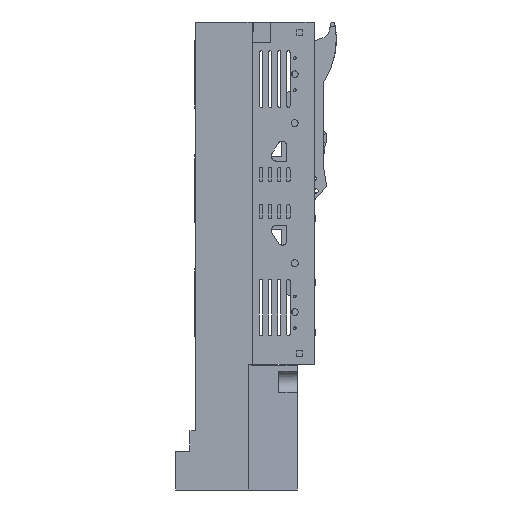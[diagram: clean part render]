
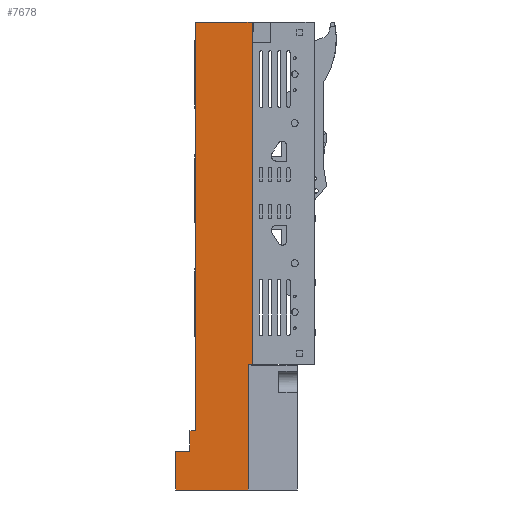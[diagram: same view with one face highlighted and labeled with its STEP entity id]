
A CAD part, left-side view. The second image highlights one B-rep face of the part: STEP entity #7678.
In plain terms, the highlighted planar face has unit normal (-1, 0, 0).
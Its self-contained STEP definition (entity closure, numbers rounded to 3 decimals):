
#7631=AXIS2_PLACEMENT_3D('Plane Axis2P3D',#7628,#7629,#7630) ;
#4720=CARTESIAN_POINT('Vertex',(-25.,-0.5,150.)) ;
#4723=CARTESIAN_POINT('Line Origine',(-25.,-25.45,150.)) ;
#4727=CARTESIAN_POINT('Vertex',(-25.,-50.4,150.)) ;
#7227=CARTESIAN_POINT('Line Origine',(-25.,-50.4,0.)) ;
#7231=CARTESIAN_POINT('Vertex',(-25.,-50.4,-150.)) ;
#7250=CARTESIAN_POINT('Line Origine',(-25.,-48.8,-150.)) ;
#7254=CARTESIAN_POINT('Vertex',(-25.,-47.2,-150.)) ;
#7270=CARTESIAN_POINT('Line Origine',(-25.,-47.2,-205.)) ;
#7274=CARTESIAN_POINT('Vertex',(-25.,-47.2,-260.)) ;
#7611=CARTESIAN_POINT('Vertex',(-25.,-0.5,-208.)) ;
#7614=CARTESIAN_POINT('Line Origine',(-25.,-0.5,-29.)) ;
#7628=CARTESIAN_POINT('Axis2P3D Location',(-25.,-19.5,0.)) ;
#7633=CARTESIAN_POINT('Line Origine',(-25.,16.5,-55.)) ;
#7637=CARTESIAN_POINT('Vertex',(-25.,16.5,-260.)) ;
#7639=CARTESIAN_POINT('Vertex',(-25.,16.5,-226.)) ;
#7642=CARTESIAN_POINT('Line Origine',(-25.,-16.95,-260.)) ;
#7647=CARTESIAN_POINT('Line Origine',(-25.,-16.95,-208.)) ;
#7651=CARTESIAN_POINT('Vertex',(-25.,4.,-208.)) ;
#7654=CARTESIAN_POINT('Line Origine',(-25.,4.,-55.)) ;
#7658=CARTESIAN_POINT('Vertex',(-25.,4.,-226.)) ;
#7661=CARTESIAN_POINT('Line Origine',(-25.,-16.95,-226.)) ;
#4724=DIRECTION('Vector Direction',(0.,-1.,0.)) ;
#7228=DIRECTION('Vector Direction',(0.,0.,1.)) ;
#7251=DIRECTION('Vector Direction',(0.,-1.,0.)) ;
#7271=DIRECTION('Vector Direction',(0.,0.,1.)) ;
#7615=DIRECTION('Vector Direction',(0.,0.,1.)) ;
#7629=DIRECTION('Axis2P3D Direction',(-1.,0.,0.)) ;
#7630=DIRECTION('Axis2P3D XDirection',(0.,0.,-1.)) ;
#7634=DIRECTION('Vector Direction',(0.,0.,-1.)) ;
#7643=DIRECTION('Vector Direction',(0.,-1.,0.)) ;
#7648=DIRECTION('Vector Direction',(0.,-1.,0.)) ;
#7655=DIRECTION('Vector Direction',(0.,0.,-1.)) ;
#7662=DIRECTION('Vector Direction',(0.,-1.,0.)) ;
#4725=VECTOR('Line Direction',#4724,1.) ;
#7229=VECTOR('Line Direction',#7228,1.) ;
#7252=VECTOR('Line Direction',#7251,1.) ;
#7272=VECTOR('Line Direction',#7271,1.) ;
#7616=VECTOR('Line Direction',#7615,1.) ;
#7635=VECTOR('Line Direction',#7634,1.) ;
#7644=VECTOR('Line Direction',#7643,1.) ;
#7649=VECTOR('Line Direction',#7648,1.) ;
#7656=VECTOR('Line Direction',#7655,1.) ;
#7663=VECTOR('Line Direction',#7662,1.) ;
#7667=ORIENTED_EDGE('',*,*,#7641,.F.) ;
#7668=ORIENTED_EDGE('',*,*,#7646,.F.) ;
#7669=ORIENTED_EDGE('',*,*,#7276,.T.) ;
#7670=ORIENTED_EDGE('',*,*,#7256,.T.) ;
#7671=ORIENTED_EDGE('',*,*,#7233,.T.) ;
#7672=ORIENTED_EDGE('',*,*,#4729,.F.) ;
#7673=ORIENTED_EDGE('',*,*,#7618,.F.) ;
#7674=ORIENTED_EDGE('',*,*,#7653,.F.) ;
#7675=ORIENTED_EDGE('',*,*,#7660,.F.) ;
#7676=ORIENTED_EDGE('',*,*,#7665,.F.) ;
#7678=ADVANCED_FACE('804115_L01_Leistenunterteil Gr.00 U-SL/100  Wandler',(#7677),#7632,.T.) ;
#4729=EDGE_CURVE('',#4721,#4728,#4726,.T.) ;
#7233=EDGE_CURVE('',#7232,#4728,#7230,.T.) ;
#7256=EDGE_CURVE('',#7255,#7232,#7253,.T.) ;
#7276=EDGE_CURVE('',#7275,#7255,#7273,.T.) ;
#7618=EDGE_CURVE('',#7612,#4721,#7617,.T.) ;
#7641=EDGE_CURVE('',#7638,#7640,#7636,.F.) ;
#7646=EDGE_CURVE('',#7275,#7638,#7645,.F.) ;
#7653=EDGE_CURVE('',#7652,#7612,#7650,.T.) ;
#7660=EDGE_CURVE('',#7659,#7652,#7657,.F.) ;
#7665=EDGE_CURVE('',#7640,#7659,#7664,.T.) ;
#7666=EDGE_LOOP('',(#7667,#7668,#7669,#7670,#7671,#7672,#7673,#7674,#7675,#7676)) ;
#7677=FACE_OUTER_BOUND('',#7666,.T.) ;
#4726=LINE('Line',#4723,#4725) ;
#7230=LINE('Line',#7227,#7229) ;
#7253=LINE('Line',#7250,#7252) ;
#7273=LINE('Line',#7270,#7272) ;
#7617=LINE('Line',#7614,#7616) ;
#7636=LINE('Line',#7633,#7635) ;
#7645=LINE('Line',#7642,#7644) ;
#7650=LINE('Line',#7647,#7649) ;
#7657=LINE('Line',#7654,#7656) ;
#7664=LINE('Line',#7661,#7663) ;
#7632=PLANE('Plane',#7631) ;
#4721=VERTEX_POINT('',#4720) ;
#4728=VERTEX_POINT('',#4727) ;
#7232=VERTEX_POINT('',#7231) ;
#7255=VERTEX_POINT('',#7254) ;
#7275=VERTEX_POINT('',#7274) ;
#7612=VERTEX_POINT('',#7611) ;
#7638=VERTEX_POINT('',#7637) ;
#7640=VERTEX_POINT('',#7639) ;
#7652=VERTEX_POINT('',#7651) ;
#7659=VERTEX_POINT('',#7658) ;
